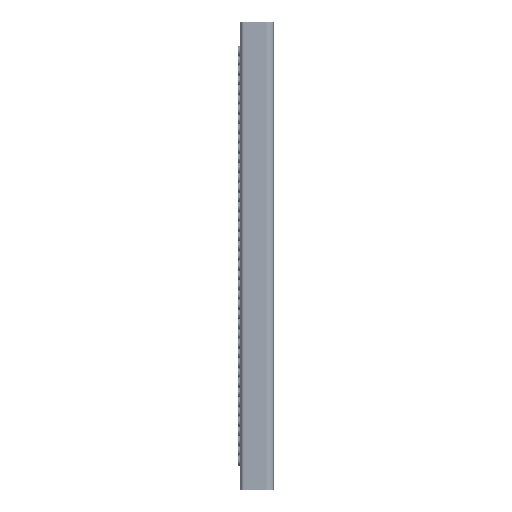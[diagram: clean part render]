
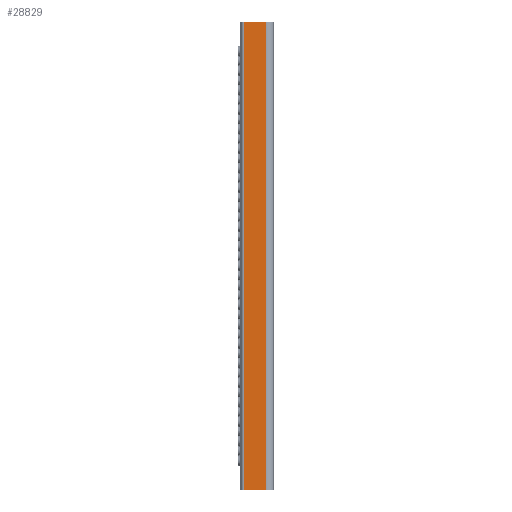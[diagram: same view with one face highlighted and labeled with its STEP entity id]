
A CAD part, left-side view. The second image highlights one B-rep face of the part: STEP entity #28829.
In plain terms, the highlighted planar face has unit normal (-1, 0, 0).
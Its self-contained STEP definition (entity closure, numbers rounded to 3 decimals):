
#1042 = DIRECTION ( 'NONE',  ( 0., -1., 0. ) ) ;
#4621 = DIRECTION ( 'NONE',  ( 0., 1., 0. ) ) ;
#6075 = EDGE_CURVE ( 'NONE', #101286, #89981, #154789, .T. ) ;
#24194 = AXIS2_PLACEMENT_3D ( 'NONE', #77946, #94596, #4621 ) ;
#27645 = CARTESIAN_POINT ( 'NONE',  ( -75., -4., 0. ) ) ;
#28829 = ADVANCED_FACE ( 'NONE', ( #155325 ), #78910, .F. ) ;
#35479 = VERTEX_POINT ( 'NONE', #49486 ) ;
#36404 = VERTEX_POINT ( 'NONE', #190229 ) ;
#38319 = VECTOR ( 'NONE', #117024, 1000. ) ;
#39966 = EDGE_LOOP ( 'NONE', ( #96346, #152487, #131665, #149342 ) ) ;
#42575 = VECTOR ( 'NONE', #143559, 1000. ) ;
#49486 = CARTESIAN_POINT ( 'NONE',  ( -75., -32.5, 600. ) ) ;
#51459 = CARTESIAN_POINT ( 'NONE',  ( -75., -32.5, 600. ) ) ;
#54383 = EDGE_CURVE ( 'NONE', #35479, #36404, #175627, .T. ) ;
#57216 = CARTESIAN_POINT ( 'NONE',  ( -75., -4., 600. ) ) ;
#59744 = LINE ( 'NONE', #61673, #178479 ) ;
#61673 = CARTESIAN_POINT ( 'NONE',  ( -75., -32.5, 0. ) ) ;
#77946 = CARTESIAN_POINT ( 'NONE',  ( -75., -32.5, 600. ) ) ;
#78910 = PLANE ( 'NONE',  #24194 ) ;
#85895 = EDGE_CURVE ( 'NONE', #101286, #35479, #172785, .T. ) ;
#89981 = VERTEX_POINT ( 'NONE', #27645 ) ;
#94596 = DIRECTION ( 'NONE',  ( 1., 0., 0. ) ) ;
#96346 = ORIENTED_EDGE ( 'NONE', *, *, #141539, .T. ) ;
#101286 = VERTEX_POINT ( 'NONE', #57216 ) ;
#101335 = CARTESIAN_POINT ( 'NONE',  ( -75., -32.5, 600. ) ) ;
#117024 = DIRECTION ( 'NONE',  ( 0., 0., -1. ) ) ;
#131665 = ORIENTED_EDGE ( 'NONE', *, *, #85895, .F. ) ;
#141539 = EDGE_CURVE ( 'NONE', #89981, #36404, #59744, .T. ) ;
#143559 = DIRECTION ( 'NONE',  ( 0., -1., 0. ) ) ;
#145465 = CARTESIAN_POINT ( 'NONE',  ( -75., -4., 600. ) ) ;
#148324 = DIRECTION ( 'NONE',  ( 0., 0., -1. ) ) ;
#149342 = ORIENTED_EDGE ( 'NONE', *, *, #6075, .T. ) ;
#151713 = VECTOR ( 'NONE', #148324, 1000. ) ;
#152487 = ORIENTED_EDGE ( 'NONE', *, *, #54383, .F. ) ;
#154789 = LINE ( 'NONE', #145465, #151713 ) ;
#155325 = FACE_OUTER_BOUND ( 'NONE', #39966, .T. ) ;
#172785 = LINE ( 'NONE', #51459, #42575 ) ;
#175627 = LINE ( 'NONE', #101335, #38319 ) ;
#178479 = VECTOR ( 'NONE', #1042, 1000. ) ;
#190229 = CARTESIAN_POINT ( 'NONE',  ( -75., -32.5, 0. ) ) ;
